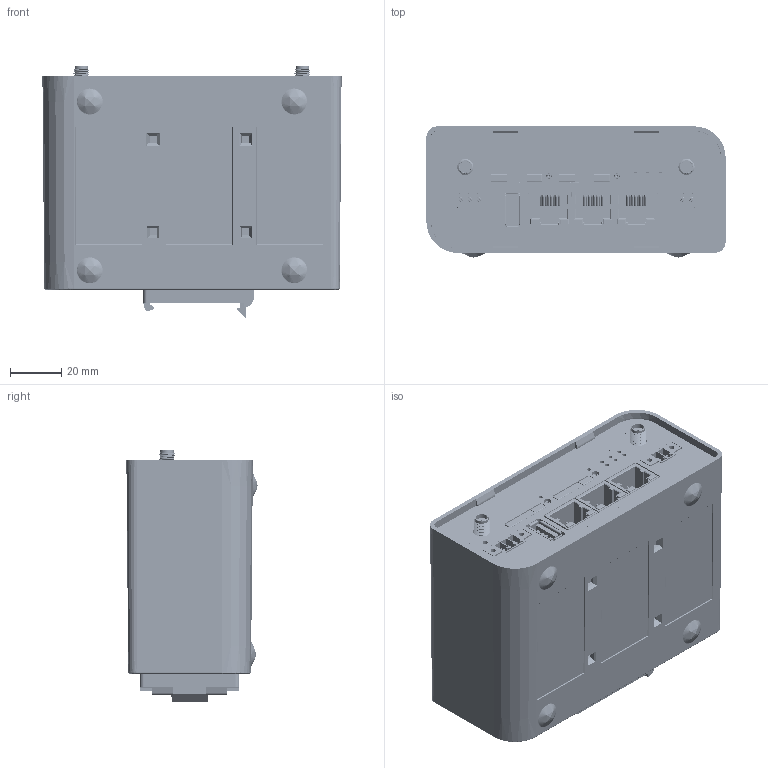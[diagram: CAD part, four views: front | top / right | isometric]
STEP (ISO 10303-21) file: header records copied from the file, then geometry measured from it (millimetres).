
FILE_DESCRIPTION (( 'STEP AP214' ), '1' );
FILE_NAME ('ER75i_v2F_plast.STEP', '2019-02-05T12:54:52', ( '' ), ( '' ), 'SwSTEP 2.0', 'SolidWorks 2018', '' );
FILE_SCHEMA (( 'AUTOMOTIVE_DESIGN' ));
Length unit declared in the file: millimetre
Products named in the file (16): CPK2_box; CKK2_BRBV211_celo_383; B_ER_75I_V2_4_2sim_2ant; SIM_holder; WSA-0804-02-01_(SMA); V2_ER75_3p_2sim_2rf; 5075AUR-04WH_(USB-A)_D‚faut; ER75i_v2F_plast; MODEL_RJ45_METAL; PCB-ER-75I-V2-4; SIM_912283001___ _________; 691325110003(v2_io); PCB-RB-V2-11; BB-CPD2-x_BB-CPD2-G; B_RB-V2-11_3_port; 691325110002(v2_pwr)
Assembly tree (20 placements, depth 4):
  ER75i_v2F_plast
    CPK2_box
    V2_ER75_3p_2sim_2rf
      B_RB-V2-11_3_port
        PCB-RB-V2-11
        691325110002(v2_pwr)
        691325110003(v2_io)
        MODEL_RJ45_METAL  x3
        5075AUR-04WH_(USB-A)_D‚faut
      B_ER_75I_V2_4_2sim_2ant
        PCB-ER-75I-V2-4
        SIM_912283001___ _________  x2
        WSA-0804-02-01_(SMA)  x2
        SIM_holder  x2
    CKK2_BRBV211_celo_383
    BB-CPD2-x_BB-CPD2-G
Bounding box: 116.96 x 51.31 x 98.51 mm (x, y, z)
Volume: 47886.8 mm3; surface area: 135938.1 mm2
Topology: 25 solids, 28 shells, 6567 faces, 18333 edges, 11918 vertices
Faces by surface type: plane 4574, cylinder 1258, bspline 511, torus 172, cone 52
Entity records: 377834 total; most frequent: CARTESIAN_POINT 214666, ORIENTED_EDGE 28378, DIRECTION 23372, EDGE_CURVE 14192, VECTOR 11174, LINE 11174, VERTEX_POINT 9326, AXIS2_PLACEMENT_3D 6099
